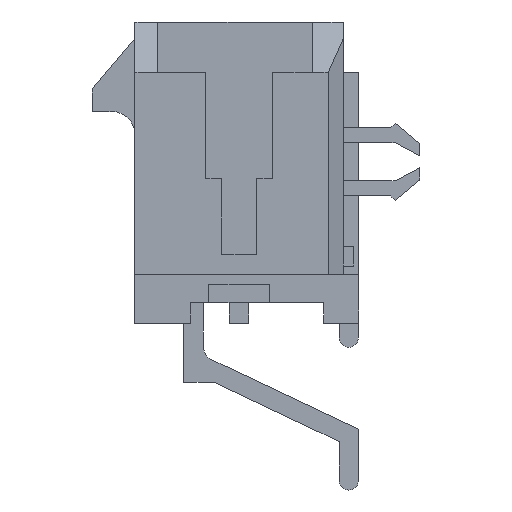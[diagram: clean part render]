
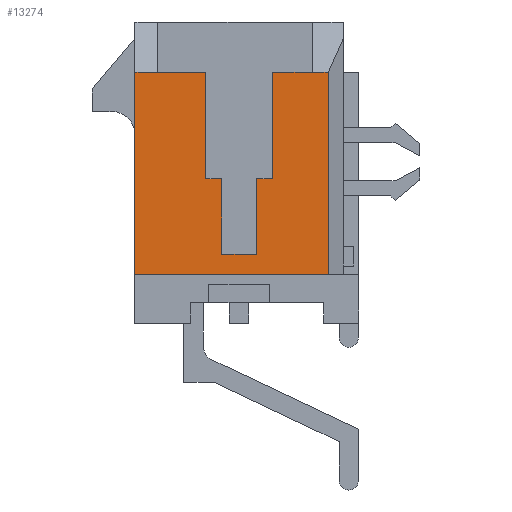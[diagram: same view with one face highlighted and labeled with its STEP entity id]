
A CAD part, left-side view. The second image highlights one B-rep face of the part: STEP entity #13274.
In plain terms, the highlighted planar face has unit normal (-1, 0, 0).
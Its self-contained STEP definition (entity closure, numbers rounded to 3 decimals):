
#3359=DIRECTION('',(0.,0.,-1.));
#3360=VECTOR('',#3359,3.5);
#3361=CARTESIAN_POINT('',(-15.325,-1.1,3.305));
#3362=LINE('',#3361,#3360);
#3363=DIRECTION('',(0.,1.,0.));
#3364=VECTOR('',#3363,1.31);
#3365=CARTESIAN_POINT('',(-15.325,-2.41,3.305));
#3366=LINE('',#3365,#3364);
#3367=DIRECTION('',(0.,-1.,0.));
#3368=VECTOR('',#3367,0.52);
#3369=CARTESIAN_POINT('',(-15.325,-2.41,3.305));
#3370=LINE('',#3369,#3368);
#3371=DIRECTION('',(0.,0.,-1.));
#3372=VECTOR('',#3371,6.66);
#3373=CARTESIAN_POINT('',(-15.325,-2.93,3.305));
#3374=LINE('',#3373,#3372);
#3375=DIRECTION('',(0.,1.,0.));
#3376=VECTOR('',#3375,6.36);
#3377=CARTESIAN_POINT('',(-15.325,-2.93,-3.355));
#3378=LINE('',#3377,#3376);
#3379=DIRECTION('',(0.,0.,1.));
#3380=VECTOR('',#3379,6.66);
#3381=CARTESIAN_POINT('',(-15.325,3.43,-3.355));
#3382=LINE('',#3381,#3380);
#3383=DIRECTION('',(0.,-1.,0.));
#3384=VECTOR('',#3383,0.75);
#3385=CARTESIAN_POINT('',(-15.325,3.43,3.305));
#3386=LINE('',#3385,#3384);
#3387=DIRECTION('',(0.,1.,0.));
#3388=VECTOR('',#3387,1.58);
#3389=CARTESIAN_POINT('',(-15.325,1.1,3.305));
#3390=LINE('',#3389,#3388);
#3391=DIRECTION('',(0.,0.,-1.));
#3392=VECTOR('',#3391,3.5);
#3393=CARTESIAN_POINT('',(-15.325,1.1,3.305));
#3394=LINE('',#3393,#3392);
#3395=DIRECTION('',(0.,1.,0.));
#3396=VECTOR('',#3395,0.525);
#3397=CARTESIAN_POINT('',(-15.325,0.575,-0.195));
#3398=LINE('',#3397,#3396);
#3399=DIRECTION('',(0.,0.,1.));
#3400=VECTOR('',#3399,2.5);
#3401=CARTESIAN_POINT('',(-15.325,0.575,-2.695));
#3402=LINE('',#3401,#3400);
#3403=DIRECTION('',(0.,1.,0.));
#3404=VECTOR('',#3403,1.15);
#3405=CARTESIAN_POINT('',(-15.325,-0.575,-2.695));
#3406=LINE('',#3405,#3404);
#3407=DIRECTION('',(0.,0.,-1.));
#3408=VECTOR('',#3407,2.5);
#3409=CARTESIAN_POINT('',(-15.325,-0.575,-0.195));
#3410=LINE('',#3409,#3408);
#3411=DIRECTION('',(0.,1.,0.));
#3412=VECTOR('',#3411,0.525);
#3413=CARTESIAN_POINT('',(-15.325,-1.1,-0.195));
#3414=LINE('',#3413,#3412);
#7450=CARTESIAN_POINT('',(-15.325,3.43,3.305));
#7452=VERTEX_POINT('',#7450);
#7501=CARTESIAN_POINT('',(-15.325,2.68,3.305));
#7502=VERTEX_POINT('',#7501);
#7503=CARTESIAN_POINT('',(-15.325,-2.41,3.305));
#7504=VERTEX_POINT('',#7503);
#7623=CARTESIAN_POINT('',(-15.325,-1.1,3.305));
#7624=CARTESIAN_POINT('',(-15.325,-1.1,-0.195));
#7625=VERTEX_POINT('',#7623);
#7626=VERTEX_POINT('',#7624);
#7627=CARTESIAN_POINT('',(-15.325,-0.575,-0.195));
#7628=VERTEX_POINT('',#7627);
#7629=CARTESIAN_POINT('',(-15.325,-0.575,-2.695));
#7630=VERTEX_POINT('',#7629);
#7631=CARTESIAN_POINT('',(-15.325,0.575,-2.695));
#7632=VERTEX_POINT('',#7631);
#7633=CARTESIAN_POINT('',(-15.325,0.575,-0.195));
#7634=VERTEX_POINT('',#7633);
#7635=CARTESIAN_POINT('',(-15.325,1.1,-0.195));
#7636=VERTEX_POINT('',#7635);
#7637=CARTESIAN_POINT('',(-15.325,1.1,3.305));
#7638=VERTEX_POINT('',#7637);
#8835=CARTESIAN_POINT('',(-15.325,3.43,-3.355));
#8836=VERTEX_POINT('',#8835);
#8841=CARTESIAN_POINT('',(-15.325,-2.93,3.305));
#8842=VERTEX_POINT('',#8841);
#8843=CARTESIAN_POINT('',(-15.325,-2.93,-3.355));
#8844=VERTEX_POINT('',#8843);
#13244=CARTESIAN_POINT('',(-15.325,0.,0.));
#13245=DIRECTION('',(1.,0.,0.));
#13246=DIRECTION('',(0.,0.,-1.));
#13247=AXIS2_PLACEMENT_3D('',#13244,#13245,#13246);
#13248=PLANE('',#13247);
#13250=ORIENTED_EDGE('',*,*,#13249,.F.);
#13252=ORIENTED_EDGE('',*,*,#13251,.F.);
#13254=ORIENTED_EDGE('',*,*,#13253,.T.);
#13255=ORIENTED_EDGE('',*,*,#10315,.T.);
#13256=ORIENTED_EDGE('',*,*,#10362,.T.);
#13258=ORIENTED_EDGE('',*,*,#13257,.T.);
#13260=ORIENTED_EDGE('',*,*,#13259,.T.);
#13262=ORIENTED_EDGE('',*,*,#13261,.F.);
#13264=ORIENTED_EDGE('',*,*,#13263,.T.);
#13266=ORIENTED_EDGE('',*,*,#13265,.F.);
#13267=ORIENTED_EDGE('',*,*,#13237,.F.);
#13268=ORIENTED_EDGE('',*,*,#13123,.F.);
#13269=ORIENTED_EDGE('',*,*,#13194,.F.);
#13271=ORIENTED_EDGE('',*,*,#13270,.F.);
#13272=EDGE_LOOP('',(#13250,#13252,#13254,#13255,#13256,#13258,#13260,#13262,
#13264,#13266,#13267,#13268,#13269,#13271));
#13273=FACE_OUTER_BOUND('',#13272,.F.);
#13274=ADVANCED_FACE('',(#13273),#13248,.F.);
#10315=EDGE_CURVE('',#8842,#8844,#3374,.T.);
#10362=EDGE_CURVE('',#8844,#8836,#3378,.T.);
#13123=EDGE_CURVE('',#7630,#7632,#3406,.T.);
#13194=EDGE_CURVE('',#7628,#7630,#3410,.T.);
#13237=EDGE_CURVE('',#7632,#7634,#3402,.T.);
#13249=EDGE_CURVE('',#7625,#7626,#3362,.T.);
#13251=EDGE_CURVE('',#7504,#7625,#3366,.T.);
#13253=EDGE_CURVE('',#7504,#8842,#3370,.T.);
#13257=EDGE_CURVE('',#8836,#7452,#3382,.T.);
#13259=EDGE_CURVE('',#7452,#7502,#3386,.T.);
#13261=EDGE_CURVE('',#7638,#7502,#3390,.T.);
#13263=EDGE_CURVE('',#7638,#7636,#3394,.T.);
#13265=EDGE_CURVE('',#7634,#7636,#3398,.T.);
#13270=EDGE_CURVE('',#7626,#7628,#3414,.T.);
